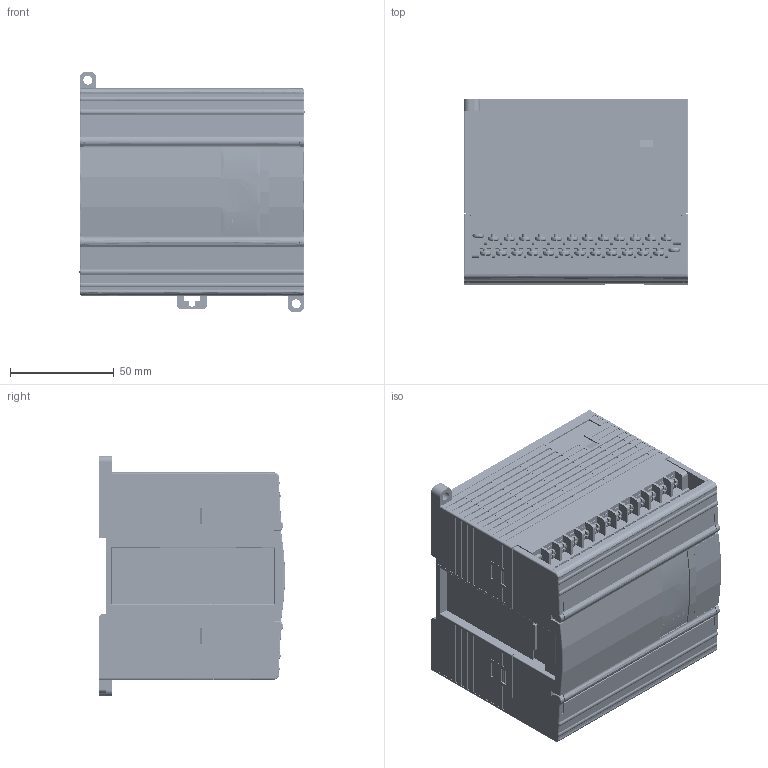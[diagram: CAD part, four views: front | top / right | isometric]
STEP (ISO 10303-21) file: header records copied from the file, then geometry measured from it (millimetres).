
FILE_DESCRIPTION(/* description */ (''),/* implementation_level */ '2;1');
FILE_NAME(/* name */ 'XD-E2GRP',/* time_stamp */ '2022-12-03T13:33:46+08:00',/* author */ (''),/* organization */ (''),/* preprocessor_version */ 'ST-DEVELOPER v16.5',/* originating_system */ '',/* authorisation */ '');
FILE_SCHEMA (('CONFIG_CONTROL_DESIGN'));
Length unit declared in the file: millimetre
Products named in the file (1): Document
Bounding box: 108.65 x 89.68 x 116 mm (x, y, z)
Volume: 881404.3 mm3; surface area: 97582.4 mm2
Topology: 1 solids, 91 shells, 4607 faces, 27523 edges, 23311 vertices
Faces by surface type: plane 3017, cylinder 1135, bspline 455
Entity records: 310476 total; most frequent: CARTESIAN_POINT 165950, ORIENTED_EDGE 39958, EDGE_CURVE 27516, B_SPLINE_CURVE_WITH_KNOTS 26001, VERTEX_POINT 23304, EDGE_LOOP 5139, ADVANCED_FACE 4607, FACE_OUTER_BOUND 4607
